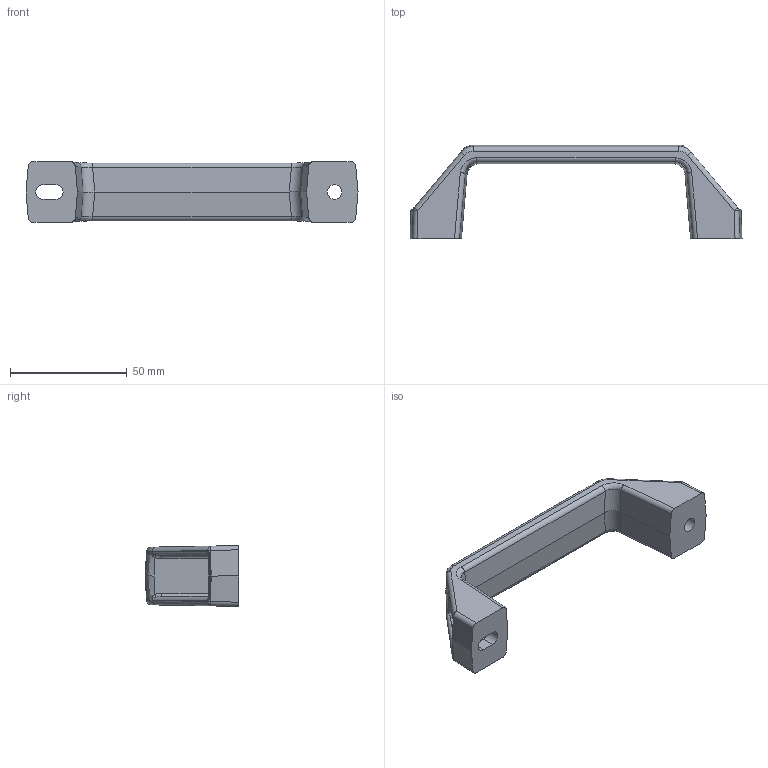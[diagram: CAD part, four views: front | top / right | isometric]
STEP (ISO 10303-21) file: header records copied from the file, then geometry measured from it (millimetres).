
FILE_DESCRIPTION(('STEP AP203'),'1');
FILE_NAME('SAFE00H2513.stp','2025-04-15T09:38:39',(' '),(' '),'Spatial InterOp 3D',' ',' ');
FILE_SCHEMA(('CONFIG_CONTROL_DESIGN'));
Length unit declared in the file: millimetre
Products named in the file (1): Poignée PA 120
Bounding box: 142 x 40 x 26 mm (x, y, z)
Volume: 34770.4 mm3; surface area: 14472.2 mm2
Topology: 1 solids, 1 shells, 159 faces, 375 edges, 213 vertices
Faces by surface type: bspline 56, cylinder 54, plane 45, sphere 4
Full cylindrical faces by diameter (mm): 6.2 x1, 13 x1
Entity records: 5955 total; most frequent: CARTESIAN_POINT 2591, ORIENTED_EDGE 730, DIRECTION 560, EDGE_CURVE 365, VERTEX_POINT 213, AXIS2_PLACEMENT_3D 201, EDGE_LOOP 168, FACE_OUTER_BOUND 161
